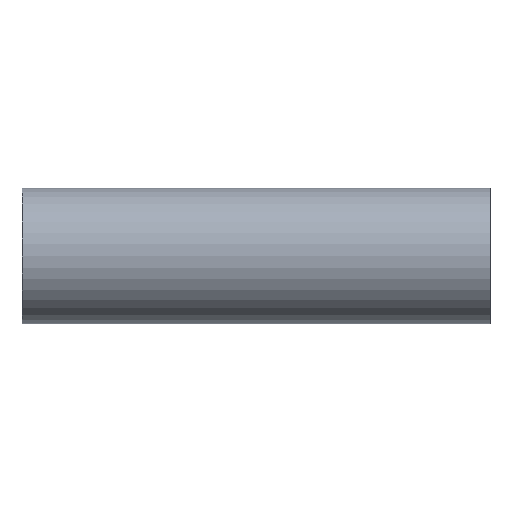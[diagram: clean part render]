
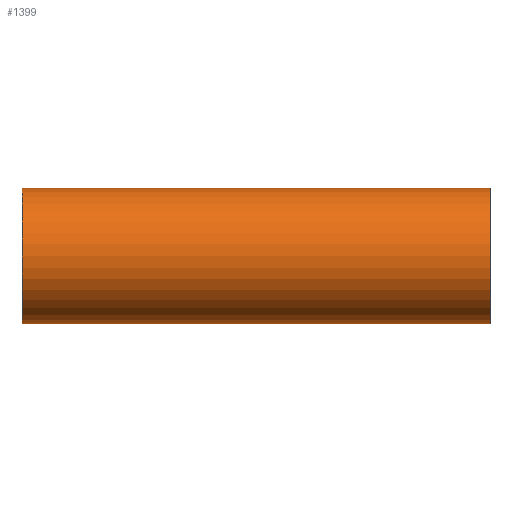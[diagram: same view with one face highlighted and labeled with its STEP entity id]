
A CAD part, left-side view. The second image highlights one B-rep face of the part: STEP entity #1399.
In plain terms, the highlighted cylindrical face has radius 14.5 mm (diameter 29 mm), a full revolution.
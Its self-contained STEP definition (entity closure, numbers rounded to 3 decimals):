
#1101=CARTESIAN_POINT('',(0.,0.0,-14.5));
#1102=VERTEX_POINT('',#1101);
#1110=CARTESIAN_POINT('',(0.,0.0,14.5));
#1111=VERTEX_POINT('',#1110);
#1112=CARTESIAN_POINT('',(0.,0.0,0.0));
#1113=DIRECTION('',(0.751,-0.66,0.));
#1114=DIRECTION('',(0.66,0.751,0.0));
#1115=AXIS2_PLACEMENT_3D('',#1112,#1113,#1114);
#1116=ELLIPSE('',#1115,21.966,14.5);
#1117=EDGE_CURVE('',#1102,#1111,#1116,.T.);
#1318=CARTESIAN_POINT('',(0.,0.0,0.0));
#1319=DIRECTION('',(0.751,0.66,0.));
#1320=DIRECTION('',(0.66,-0.751,0.0));
#1321=AXIS2_PLACEMENT_3D('',#1318,#1319,#1320);
#1322=ELLIPSE('',#1321,21.966,14.5);
#1323=EDGE_CURVE('',#1111,#1102,#1322,.T.);
#1368=CARTESIAN_POINT('',(0.,0.0,0.0));
#1369=DIRECTION('',(0.,-1.0,0.0));
#1370=DIRECTION('',(1.0,0.0,0.0));
#1371=AXIS2_PLACEMENT_3D('',#1368,#1369,#1370);
#1372=CYLINDRICAL_SURFACE('',#1371,14.5);
#1373=CARTESIAN_POINT('',(14.5,-50.0,0.0));
#1374=VERTEX_POINT('',#1373);
#1375=CARTESIAN_POINT('',(0.,-50.0,0.0));
#1376=DIRECTION('',(0.0,-1.0,0.0));
#1377=DIRECTION('',(1.0,0.0,0.0));
#1378=AXIS2_PLACEMENT_3D('',#1375,#1376,#1377);
#1379=CIRCLE('',#1378,14.5);
#1380=EDGE_CURVE('',#1374,#1374,#1379,.T.);
#1381=ORIENTED_EDGE('',*,*,#1380,.F.);
#1382=EDGE_LOOP('',(#1381));
#1383=FACE_OUTER_BOUND('',#1382,.T.);
#1384=ORIENTED_EDGE('',*,*,#1117,.F.);
#1385=ORIENTED_EDGE('',*,*,#1323,.F.);
#1386=EDGE_LOOP('',(#1384,#1385));
#1387=FACE_BOUND('',#1386,.T.);
#1388=CARTESIAN_POINT('',(14.5,50.0,0.0));
#1389=VERTEX_POINT('',#1388);
#1390=CARTESIAN_POINT('',(0.,50.0,0.0));
#1391=DIRECTION('',(0.0,-1.0,0.0));
#1392=DIRECTION('',(1.0,0.0,0.0));
#1393=AXIS2_PLACEMENT_3D('',#1390,#1391,#1392);
#1394=CIRCLE('',#1393,14.5);
#1395=EDGE_CURVE('',#1389,#1389,#1394,.T.);
#1396=ORIENTED_EDGE('',*,*,#1395,.T.);
#1397=EDGE_LOOP('',(#1396));
#1398=FACE_BOUND('',#1397,.T.);
#1399=ADVANCED_FACE('',(#1383,#1387,#1398),#1372,.T.);
